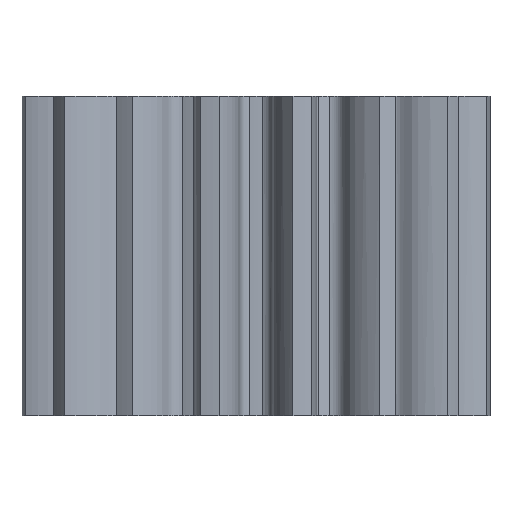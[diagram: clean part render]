
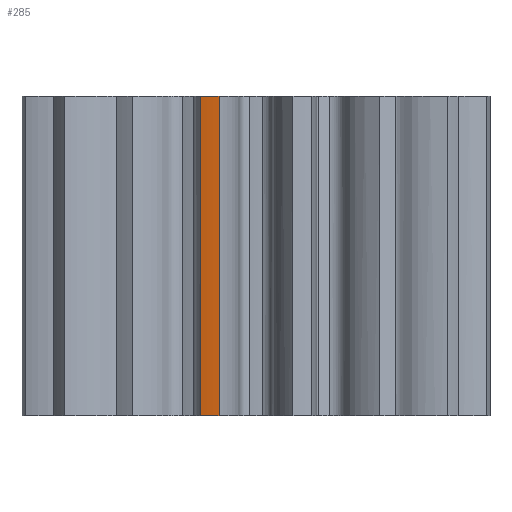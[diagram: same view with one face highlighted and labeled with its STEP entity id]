
A CAD part, left-side view. The second image highlights one B-rep face of the part: STEP entity #285.
In plain terms, the highlighted cylindrical face has radius 8.899 mm (diameter 17.798 mm), a partial arc.
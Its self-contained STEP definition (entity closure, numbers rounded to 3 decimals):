
#230 = EDGE_CURVE ( 'NONE', #662, #665, #1100, .T. ) ;
#242 = EDGE_CURVE ( 'NONE', #662, #372, #1106, .T. ) ;
#243 = EDGE_CURVE ( 'NONE', #375, #665, #1110, .T. ) ;
#285 = ADVANCED_FACE ( 'NONE', ( #1182 ), #1186, .T. ) ;
#372 = VERTEX_POINT ( 'NONE', #4331 ) ;
#375 = VERTEX_POINT ( 'NONE', #4334 ) ;
#541 = EDGE_CURVE ( 'NONE', #372, #375, #1352, .T. ) ;
#583 = ORIENTED_EDGE ( 'NONE', *, *, #242, .F. ) ;
#584 = ORIENTED_EDGE ( 'NONE', *, *, #230, .T. ) ;
#585 = ORIENTED_EDGE ( 'NONE', *, *, #243, .F. ) ;
#586 = ORIENTED_EDGE ( 'NONE', *, *, #541, .F. ) ;
#662 = VERTEX_POINT ( 'NONE', #5836 ) ;
#665 = VERTEX_POINT ( 'NONE', #5839 ) ;
#1100 = CIRCLE ( 'NONE', #1420, 8.899 ) ;
#1106 = LINE ( 'NONE', #2768, #1111 ) ;
#1110 = LINE ( 'NONE', #2776, #1113 ) ;
#1111 = VECTOR ( 'NONE', #2775, 1000. ) ;
#1113 = VECTOR ( 'NONE', #2778, 1000. ) ;
#1182 = FACE_OUTER_BOUND ( 'NONE', #5965, .T. ) ;
#1186 = CYLINDRICAL_SURFACE ( 'NONE', #1444, 8.899 ) ;
#1352 = CIRCLE ( 'NONE', #5382, 8.899 ) ;
#1420 = AXIS2_PLACEMENT_3D ( 'NONE', #2610, #2611, #2612 ) ;
#1444 = AXIS2_PLACEMENT_3D ( 'NONE', #3573, #3572, #3569 ) ;
#2610 = CARTESIAN_POINT ( 'NONE',  ( 0., 0., 0. ) ) ;
#2611 = DIRECTION ( 'NONE',  ( 0., 0., 1. ) ) ;
#2612 = DIRECTION ( 'NONE',  ( 1., 0., 0. ) ) ;
#2768 = CARTESIAN_POINT ( 'NONE',  ( -8.652, 2.08, 12. ) ) ;
#2775 = DIRECTION ( 'NONE',  ( 0., 0., 1. ) ) ;
#2776 = CARTESIAN_POINT ( 'NONE',  ( -8.79, 1.389, 12. ) ) ;
#2778 = DIRECTION ( 'NONE',  ( 0., 0., -1. ) ) ;
#3569 = DIRECTION ( 'NONE',  ( -1., 0., 0. ) ) ;
#3572 = DIRECTION ( 'NONE',  ( 0., 0., -1. ) ) ;
#3573 = CARTESIAN_POINT ( 'NONE',  ( 0., 0., 12. ) ) ;
#4331 = CARTESIAN_POINT ( 'NONE',  ( -8.652, 2.08, 12. ) ) ;
#4334 = CARTESIAN_POINT ( 'NONE',  ( -8.79, 1.389, 12. ) ) ;
#5382 = AXIS2_PLACEMENT_3D ( 'NONE', #5737, #5738, #5739 ) ;
#5737 = CARTESIAN_POINT ( 'NONE',  ( 0., 0., 12. ) ) ;
#5738 = DIRECTION ( 'NONE',  ( 0., 0., 1. ) ) ;
#5739 = DIRECTION ( 'NONE',  ( 1., 0., 0. ) ) ;
#5836 = CARTESIAN_POINT ( 'NONE',  ( -8.652, 2.08, 0. ) ) ;
#5839 = CARTESIAN_POINT ( 'NONE',  ( -8.79, 1.389, 0. ) ) ;
#5965 = EDGE_LOOP ( 'NONE', ( #583, #584, #585, #586 ) ) ;
